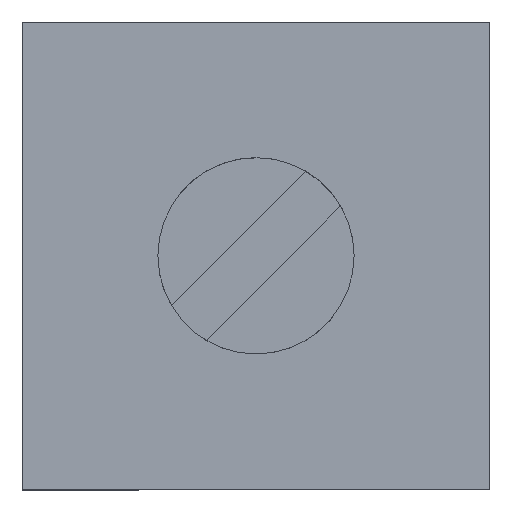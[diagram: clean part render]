
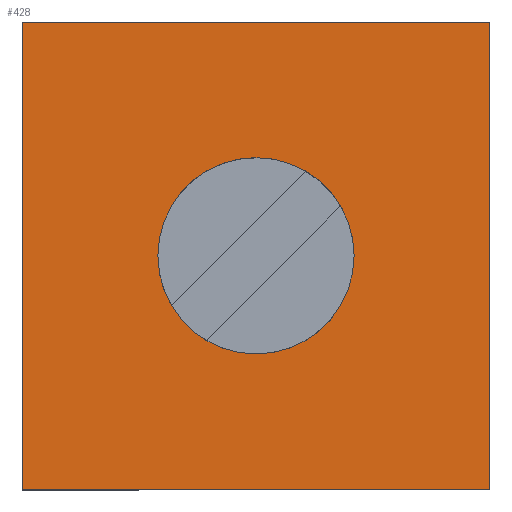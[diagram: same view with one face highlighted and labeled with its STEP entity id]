
A CAD part, top view. The second image highlights one B-rep face of the part: STEP entity #428.
In plain terms, the highlighted planar face has unit normal (0, 0, 1).
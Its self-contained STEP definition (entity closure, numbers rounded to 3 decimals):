
#4 = CARTESIAN_POINT ( 'NONE',  ( 6.765, -4.765, 0. ) ) ;
#13 = EDGE_CURVE ( 'NONE', #314, #264, #261, .T. ) ;
#58 = EDGE_LOOP ( 'NONE', ( #266, #114 ) ) ;
#69 = AXIS2_PLACEMENT_3D ( 'NONE', #532, #654, #262 ) ;
#74 = CARTESIAN_POINT ( 'NONE',  ( 9.53, -9.53, 0. ) ) ;
#90 = CARTESIAN_POINT ( 'NONE',  ( 0., 0., 0. ) ) ;
#100 = FACE_OUTER_BOUND ( 'NONE', #111, .T. ) ;
#105 = VECTOR ( 'NONE', #610, 1000. ) ;
#111 = EDGE_LOOP ( 'NONE', ( #445, #589, #640, #537 ) ) ;
#113 = VECTOR ( 'NONE', #382, 1000. ) ;
#114 = ORIENTED_EDGE ( 'NONE', *, *, #279, .T. ) ;
#136 = CARTESIAN_POINT ( 'NONE',  ( 9.53, -9.53, 0. ) ) ;
#138 = VECTOR ( 'NONE', #155, 1000. ) ;
#155 = DIRECTION ( 'NONE',  ( 1., 0., 0. ) ) ;
#162 = CARTESIAN_POINT ( 'NONE',  ( 0., 0., 0. ) ) ;
#185 = CARTESIAN_POINT ( 'NONE',  ( 0., -9.53, 0. ) ) ;
#200 = DIRECTION ( 'NONE',  ( 0., -1., 0. ) ) ;
#205 = DIRECTION ( 'NONE',  ( 1., 0., 0. ) ) ;
#213 = VERTEX_POINT ( 'NONE', #245 ) ;
#241 = DIRECTION ( 'NONE',  ( 0., 0., -1. ) ) ;
#245 = CARTESIAN_POINT ( 'NONE',  ( 2.765, -4.765, 0. ) ) ;
#254 = FACE_BOUND ( 'NONE', #58, .T. ) ;
#261 = LINE ( 'NONE', #655, #113 ) ;
#262 = DIRECTION ( 'NONE',  ( -1., 0., 0. ) ) ;
#264 = VERTEX_POINT ( 'NONE', #185 ) ;
#266 = ORIENTED_EDGE ( 'NONE', *, *, #554, .T. ) ;
#279 = EDGE_CURVE ( 'NONE', #213, #601, #516, .T. ) ;
#295 = EDGE_CURVE ( 'NONE', #314, #556, #461, .T. ) ;
#298 = CARTESIAN_POINT ( 'NONE',  ( 0., 0., 0. ) ) ;
#314 = VERTEX_POINT ( 'NONE', #136 ) ;
#370 = LINE ( 'NONE', #543, #138 ) ;
#375 = CARTESIAN_POINT ( 'NONE',  ( 9.53, 0., 0. ) ) ;
#382 = DIRECTION ( 'NONE',  ( -1., 0., 0. ) ) ;
#410 = LINE ( 'NONE', #298, #609 ) ;
#428 = ADVANCED_FACE ( 'NONE', ( #100, #254 ), #676, .T. ) ;
#445 = ORIENTED_EDGE ( 'NONE', *, *, #475, .T. ) ;
#450 = CARTESIAN_POINT ( 'NONE',  ( 4.765, -4.765, 0. ) ) ;
#461 = LINE ( 'NONE', #74, #105 ) ;
#475 = EDGE_CURVE ( 'NONE', #541, #264, #410, .T. ) ;
#506 = EDGE_CURVE ( 'NONE', #541, #556, #370, .T. ) ;
#516 = CIRCLE ( 'NONE', #518, 2. ) ;
#518 = AXIS2_PLACEMENT_3D ( 'NONE', #450, #241, #621 ) ;
#527 = CIRCLE ( 'NONE', #69, 2. ) ;
#532 = CARTESIAN_POINT ( 'NONE',  ( 4.765, -4.765, 0. ) ) ;
#537 = ORIENTED_EDGE ( 'NONE', *, *, #506, .F. ) ;
#541 = VERTEX_POINT ( 'NONE', #162 ) ;
#543 = CARTESIAN_POINT ( 'NONE',  ( 0., 0., 0. ) ) ;
#554 = EDGE_CURVE ( 'NONE', #601, #213, #527, .T. ) ;
#556 = VERTEX_POINT ( 'NONE', #375 ) ;
#589 = ORIENTED_EDGE ( 'NONE', *, *, #13, .F. ) ;
#601 = VERTEX_POINT ( 'NONE', #4 ) ;
#609 = VECTOR ( 'NONE', #200, 1000. ) ;
#610 = DIRECTION ( 'NONE',  ( 0., 1., 0. ) ) ;
#621 = DIRECTION ( 'NONE',  ( -1., 0., 0. ) ) ;
#640 = ORIENTED_EDGE ( 'NONE', *, *, #295, .T. ) ;
#654 = DIRECTION ( 'NONE',  ( 0., 0., -1. ) ) ;
#655 = CARTESIAN_POINT ( 'NONE',  ( 9.53, -9.53, 0. ) ) ;
#675 = AXIS2_PLACEMENT_3D ( 'NONE', #90, #683, #205 ) ;
#676 = PLANE ( 'NONE',  #675 ) ;
#683 = DIRECTION ( 'NONE',  ( 0., 0., 1. ) ) ;
